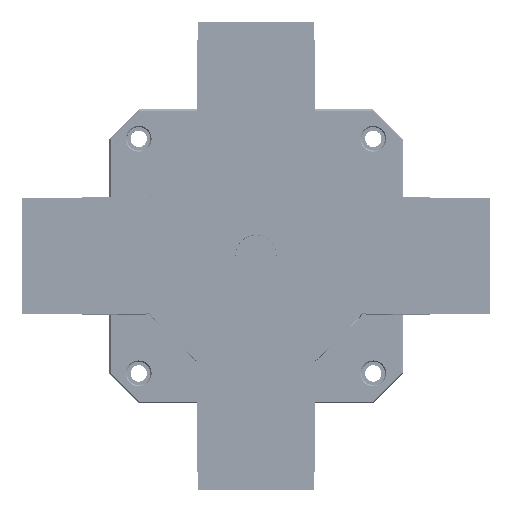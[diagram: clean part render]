
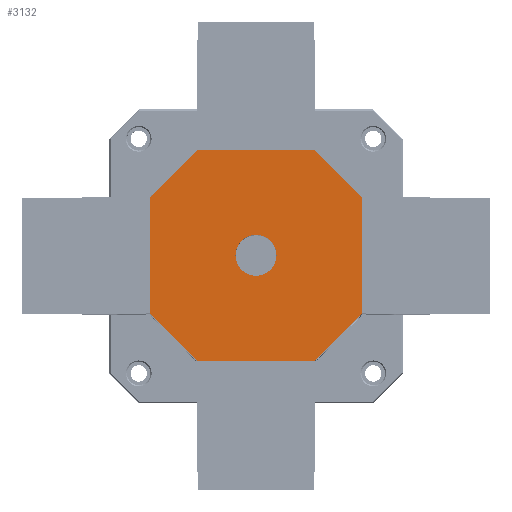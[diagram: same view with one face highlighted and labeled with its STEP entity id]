
A CAD part, top view. The second image highlights one B-rep face of the part: STEP entity #3132.
In plain terms, the highlighted planar face has unit normal (0, 0, 1).
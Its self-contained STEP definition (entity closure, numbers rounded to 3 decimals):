
#3132 = ADVANCED_FACE( '', ( #6827, #6828 ), #6829, .T. );
#6827 = FACE_OUTER_BOUND( '', #10849, .T. );
#6828 = FACE_BOUND( '', #10850, .T. );
#6829 = PLANE( '', #10851 );
#10849 = EDGE_LOOP( '', ( #26427, #26428, #26429, #26430, #26431, #26432, #26433, #26434 ) );
#10850 = EDGE_LOOP( '', ( #26435 ) );
#10851 = AXIS2_PLACEMENT_3D( '', #26436, #26437, #26438 );
#26427 = ORIENTED_EDGE( '', *, *, #30950, .F. );
#26428 = ORIENTED_EDGE( '', *, *, #30951, .T. );
#26429 = ORIENTED_EDGE( '', *, *, #30952, .F. );
#26430 = ORIENTED_EDGE( '', *, *, #30953, .T. );
#26431 = ORIENTED_EDGE( '', *, *, #30954, .F. );
#26432 = ORIENTED_EDGE( '', *, *, #30955, .T. );
#26433 = ORIENTED_EDGE( '', *, *, #30956, .F. );
#26434 = ORIENTED_EDGE( '', *, *, #30957, .T. );
#26435 = ORIENTED_EDGE( '', *, *, #30958, .T. );
#26436 = CARTESIAN_POINT( '', ( -90., -90., 400. ) );
#26437 = DIRECTION( '', ( 0., 0., 1. ) );
#26438 = DIRECTION( '', ( 1., 0., 0. ) );
#30950 = EDGE_CURVE( '', #38372, #38373, #38374, .T. );
#30951 = EDGE_CURVE( '', #38372, #38375, #38376, .T. );
#30952 = EDGE_CURVE( '', #38377, #38375, #38378, .T. );
#30953 = EDGE_CURVE( '', #38377, #38379, #38380, .T. );
#30954 = EDGE_CURVE( '', #38381, #38379, #38382, .T. );
#30955 = EDGE_CURVE( '', #38381, #38383, #38384, .T. );
#30956 = EDGE_CURVE( '', #38385, #38383, #38386, .T. );
#30957 = EDGE_CURVE( '', #38385, #38373, #38387, .T. );
#30958 = EDGE_CURVE( '', #38388, #38388, #38389, .T. );
#38372 = VERTEX_POINT( '', #52742 );
#38373 = VERTEX_POINT( '', #52743 );
#38374 = LINE( '', #52744, #52745 );
#38375 = VERTEX_POINT( '', #52746 );
#38376 = LINE( '', #52747, #52748 );
#38377 = VERTEX_POINT( '', #52749 );
#38378 = LINE( '', #52750, #52751 );
#38379 = VERTEX_POINT( '', #52752 );
#38380 = LINE( '', #52753, #52754 );
#38381 = VERTEX_POINT( '', #52755 );
#38382 = LINE( '', #52756, #52757 );
#38383 = VERTEX_POINT( '', #52758 );
#38384 = LINE( '', #52759, #52760 );
#38385 = VERTEX_POINT( '', #52761 );
#38386 = LINE( '', #52762, #52763 );
#38387 = LINE( '', #52764, #52765 );
#38388 = VERTEX_POINT( '', #52766 );
#38389 = CIRCLE( '', #52767, 17.5 );
#52742 = CARTESIAN_POINT( '', ( 90., -50., 400. ) );
#52743 = CARTESIAN_POINT( '', ( 50., -90., 400. ) );
#52744 = CARTESIAN_POINT( '', ( 90., -50., 400. ) );
#52745 = VECTOR( '', #57868, 1000. );
#52746 = CARTESIAN_POINT( '', ( 90., 50., 400. ) );
#52747 = CARTESIAN_POINT( '', ( 90., -90., 400. ) );
#52748 = VECTOR( '', #57869, 1000. );
#52749 = CARTESIAN_POINT( '', ( 50., 90., 400. ) );
#52750 = CARTESIAN_POINT( '', ( 50., 90., 400. ) );
#52751 = VECTOR( '', #57870, 1000. );
#52752 = CARTESIAN_POINT( '', ( -50., 90., 400. ) );
#52753 = CARTESIAN_POINT( '', ( 90., 90., 400. ) );
#52754 = VECTOR( '', #57871, 1000. );
#52755 = CARTESIAN_POINT( '', ( -90., 50., 400. ) );
#52756 = CARTESIAN_POINT( '', ( -90., 50., 400. ) );
#52757 = VECTOR( '', #57872, 1000. );
#52758 = CARTESIAN_POINT( '', ( -90., -50., 400. ) );
#52759 = CARTESIAN_POINT( '', ( -90., 90., 400. ) );
#52760 = VECTOR( '', #57873, 1000. );
#52761 = CARTESIAN_POINT( '', ( -50., -90., 400. ) );
#52762 = CARTESIAN_POINT( '', ( -50., -90., 400. ) );
#52763 = VECTOR( '', #57874, 1000. );
#52764 = CARTESIAN_POINT( '', ( -90., -90., 400. ) );
#52765 = VECTOR( '', #57875, 1000. );
#52766 = CARTESIAN_POINT( '', ( 17.5, 0., 400. ) );
#52767 = AXIS2_PLACEMENT_3D( '', #57876, #57877, #57878 );
#57868 = DIRECTION( '', ( -0.707, -0.707, 0. ) );
#57869 = DIRECTION( '', ( 0., 1., 0. ) );
#57870 = DIRECTION( '', ( 0.707, -0.707, 0. ) );
#57871 = DIRECTION( '', ( -1., 0., 0. ) );
#57872 = DIRECTION( '', ( 0.707, 0.707, 0. ) );
#57873 = DIRECTION( '', ( 0., -1., 0. ) );
#57874 = DIRECTION( '', ( -0.707, 0.707, 0. ) );
#57875 = DIRECTION( '', ( 1., 0., 0. ) );
#57876 = CARTESIAN_POINT( '', ( 0., 0., 400. ) );
#57877 = DIRECTION( '', ( 0., 0., -1. ) );
#57878 = DIRECTION( '', ( 1., 0., 0. ) );
